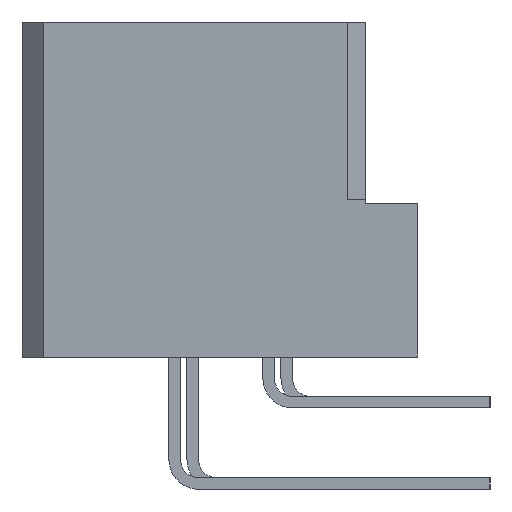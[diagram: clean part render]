
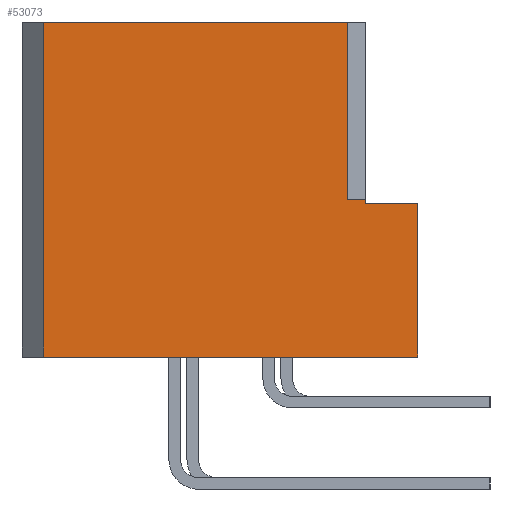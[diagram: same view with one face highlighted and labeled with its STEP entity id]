
A CAD part, left-side view. The second image highlights one B-rep face of the part: STEP entity #53073.
In plain terms, the highlighted planar face has unit normal (-1, 0, 0).
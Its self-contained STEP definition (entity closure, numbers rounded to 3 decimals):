
#72=DIRECTION('',(0.,0.,-1.));
#73=VECTOR('',#72,9.8);
#74=CARTESIAN_POINT('',(0.,3.9,0.));
#75=LINE('',#74,#73);
#76=DIRECTION('',(0.,1.,0.));
#77=VECTOR('',#76,1.);
#78=CARTESIAN_POINT('',(0.,2.9,-9.8));
#79=LINE('',#78,#77);
#80=DIRECTION('',(0.,0.,-1.));
#81=VECTOR('',#80,0.2);
#82=CARTESIAN_POINT('',(0.,2.9,-9.8));
#83=LINE('',#82,#81);
#84=DIRECTION('',(0.,-1.,0.));
#85=VECTOR('',#84,2.9);
#86=CARTESIAN_POINT('',(0.,2.9,-10.));
#87=LINE('',#86,#85);
#88=DIRECTION('',(0.,0.,-1.));
#89=VECTOR('',#88,8.5);
#90=CARTESIAN_POINT('',(0.,0.,-10.));
#91=LINE('',#90,#89);
#92=DIRECTION('',(0.,1.,0.));
#93=VECTOR('',#92,20.7);
#94=CARTESIAN_POINT('',(0.,0.,-18.5));
#95=LINE('',#94,#93);
#96=DIRECTION('',(0.,-1.,0.));
#97=VECTOR('',#96,16.8);
#98=CARTESIAN_POINT('',(0.,20.7,0.));
#99=LINE('',#98,#97);
#30516=DIRECTION('',(0.,0.,1.));
#30517=VECTOR('',#30516,18.5);
#30518=CARTESIAN_POINT('',(0.,20.7,-18.5));
#30519=LINE('',#30518,#30517);
#40000=CARTESIAN_POINT('',(0.,2.9,-10.));
#40001=CARTESIAN_POINT('',(0.,0.,-10.));
#40002=VERTEX_POINT('',#40000);
#40003=VERTEX_POINT('',#40001);
#40004=CARTESIAN_POINT('',(0.,0.,-18.5));
#40005=VERTEX_POINT('',#40004);
#40040=CARTESIAN_POINT('',(0.,20.7,-18.5));
#40041=CARTESIAN_POINT('',(0.,20.7,0.));
#40042=VERTEX_POINT('',#40040);
#40043=VERTEX_POINT('',#40041);
#41328=CARTESIAN_POINT('',(0.,3.9,0.));
#41329=CARTESIAN_POINT('',(0.,3.9,-9.8));
#41330=VERTEX_POINT('',#41328);
#41331=VERTEX_POINT('',#41329);
#43192=CARTESIAN_POINT('',(0.,2.9,-9.8));
#43193=VERTEX_POINT('',#43192);
#53050=CARTESIAN_POINT('',(0.,0.,0.));
#53051=DIRECTION('',(1.,0.,0.));
#53052=DIRECTION('',(0.,0.,-1.));
#53053=AXIS2_PLACEMENT_3D('',#53050,#53051,#53052);
#53054=PLANE('',#53053);
#53056=ORIENTED_EDGE('',*,*,#53055,.T.);
#53058=ORIENTED_EDGE('',*,*,#53057,.F.);
#53060=ORIENTED_EDGE('',*,*,#53059,.T.);
#53062=ORIENTED_EDGE('',*,*,#53061,.T.);
#53064=ORIENTED_EDGE('',*,*,#53063,.T.);
#53066=ORIENTED_EDGE('',*,*,#53065,.T.);
#53068=ORIENTED_EDGE('',*,*,#53067,.T.);
#53070=ORIENTED_EDGE('',*,*,#53069,.T.);
#53071=EDGE_LOOP('',(#53056,#53058,#53060,#53062,#53064,#53066,#53068,#53070));
#53072=FACE_OUTER_BOUND('',#53071,.F.);
#53073=ADVANCED_FACE('',(#53072),#53054,.F.);
#53055=EDGE_CURVE('',#41330,#41331,#75,.T.);
#53057=EDGE_CURVE('',#43193,#41331,#79,.T.);
#53059=EDGE_CURVE('',#43193,#40002,#83,.T.);
#53061=EDGE_CURVE('',#40002,#40003,#87,.T.);
#53063=EDGE_CURVE('',#40003,#40005,#91,.T.);
#53065=EDGE_CURVE('',#40005,#40042,#95,.T.);
#53067=EDGE_CURVE('',#40042,#40043,#30519,.T.);
#53069=EDGE_CURVE('',#40043,#41330,#99,.T.);
